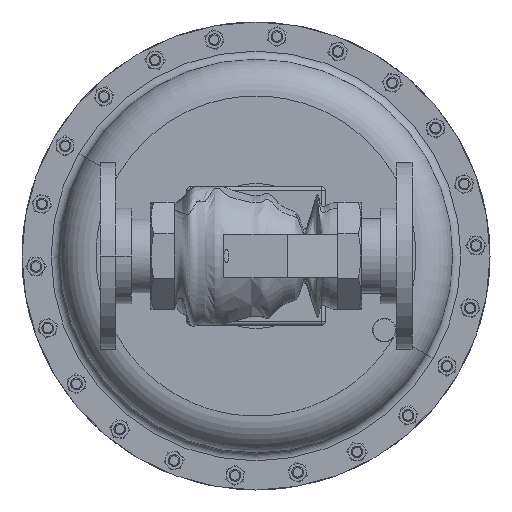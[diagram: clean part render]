
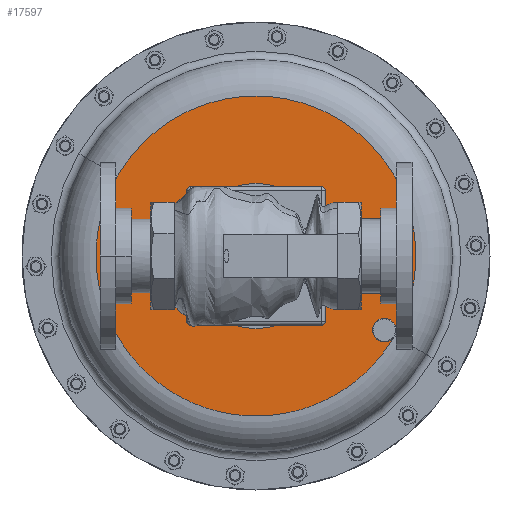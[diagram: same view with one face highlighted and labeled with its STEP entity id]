
A CAD part, front view. The second image highlights one B-rep face of the part: STEP entity #17597.
In plain terms, the highlighted planar face has unit normal (0, -1, 0).
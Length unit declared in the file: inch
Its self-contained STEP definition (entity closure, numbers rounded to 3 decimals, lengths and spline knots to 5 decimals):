
#911 = PLANE ( 'NONE',  #3595 ) ;
#1289 = CIRCLE ( 'NONE', #6983, 5.125 ) ;
#1346 = AXIS2_PLACEMENT_3D ( 'NONE', #11346, #41724, #15700 ) ;
#1848 = CARTESIAN_POINT ( 'NONE',  ( 0., 8.92, 0. ) ) ;
#1888 = EDGE_CURVE ( 'NONE', #1998, #49473, #34873, .T. ) ;
#1911 = EDGE_CURVE ( 'NONE', #1998, #30538, #13109, .T. ) ;
#1998 = VERTEX_POINT ( 'NONE', #7386 ) ;
#3595 = AXIS2_PLACEMENT_3D ( 'NONE', #22462, #5271, #35620 ) ;
#4466 = CIRCLE ( 'NONE', #11179, 2.325 ) ;
#5271 = DIRECTION ( 'NONE',  ( 0., -1., 0. ) ) ;
#6189 = DIRECTION ( 'NONE',  ( 0., 0., -1. ) ) ;
#6636 = CARTESIAN_POINT ( 'NONE',  ( 4.11362, 8.92, -2.375 ) ) ;
#6983 = AXIS2_PLACEMENT_3D ( 'NONE', #49500, #23467, #53899 ) ;
#7386 = CARTESIAN_POINT ( 'NONE',  ( 4.43838, 8.92, -2.5625 ) ) ;
#7518 = FACE_BOUND ( 'NONE', #37724, .T. ) ;
#8413 = CARTESIAN_POINT ( 'NONE',  ( 0., 8.92, 0. ) ) ;
#9488 = EDGE_LOOP ( 'NONE', ( #16963, #43379, #10614, #38639 ) ) ;
#10614 = ORIENTED_EDGE ( 'NONE', *, *, #48828, .T. ) ;
#10953 = DIRECTION ( 'NONE',  ( 0.866, 0., -0.5 ) ) ;
#11179 = AXIS2_PLACEMENT_3D ( 'NONE', #1848, #32161, #6189 ) ;
#11346 = CARTESIAN_POINT ( 'NONE',  ( 0., 8.92, 0. ) ) ;
#11394 = CARTESIAN_POINT ( 'NONE',  ( 0., 8.92, 2.325 ) ) ;
#11416 = DIRECTION ( 'NONE',  ( 0., 1., 0. ) ) ;
#12763 = DIRECTION ( 'NONE',  ( 0., 0., -1. ) ) ;
#13109 = CIRCLE ( 'NONE', #1346, 5.125 ) ;
#14614 = CIRCLE ( 'NONE', #23437, 0.375 ) ;
#15700 = DIRECTION ( 'NONE',  ( 0.866, 0., -0.5 ) ) ;
#16545 = CIRCLE ( 'NONE', #31704, 2.325 ) ;
#16774 = ORIENTED_EDGE ( 'NONE', *, *, #40749, .T. ) ;
#16963 = ORIENTED_EDGE ( 'NONE', *, *, #1911, .F. ) ;
#17597 = ADVANCED_FACE ( 'NONE', ( #7518, #29211 ), #911, .T. ) ;
#22462 = CARTESIAN_POINT ( 'NONE',  ( -2.5625, 8.92, -4.43838 ) ) ;
#23437 = AXIS2_PLACEMENT_3D ( 'NONE', #37445, #11416, #41802 ) ;
#23467 = DIRECTION ( 'NONE',  ( 0., 1., 0. ) ) ;
#29211 = FACE_OUTER_BOUND ( 'NONE', #9488, .T. ) ;
#29229 = CARTESIAN_POINT ( 'NONE',  ( 0., 8.92, -2.325 ) ) ;
#30538 = VERTEX_POINT ( 'NONE', #37182 ) ;
#31704 = AXIS2_PLACEMENT_3D ( 'NONE', #8413, #38797, #12763 ) ;
#32161 = DIRECTION ( 'NONE',  ( 0., 1., 0. ) ) ;
#34651 = VERTEX_POINT ( 'NONE', #29229 ) ;
#34873 = CIRCLE ( 'NONE', #51901, 0.375 ) ;
#35620 = DIRECTION ( 'NONE',  ( -0.866, 0., 0.5 ) ) ;
#36992 = DIRECTION ( 'NONE',  ( 0., 1., 0. ) ) ;
#37182 = CARTESIAN_POINT ( 'NONE',  ( -4.43838, 8.92, 2.5625 ) ) ;
#37403 = CARTESIAN_POINT ( 'NONE',  ( 3.78886, 8.92, -2.1875 ) ) ;
#37445 = CARTESIAN_POINT ( 'NONE',  ( 4.11362, 8.92, -2.375 ) ) ;
#37724 = EDGE_LOOP ( 'NONE', ( #16774, #38843 ) ) ;
#38639 = ORIENTED_EDGE ( 'NONE', *, *, #39161, .F. ) ;
#38797 = DIRECTION ( 'NONE',  ( 0., 1., 0. ) ) ;
#38843 = ORIENTED_EDGE ( 'NONE', *, *, #50918, .T. ) ;
#39161 = EDGE_CURVE ( 'NONE', #30538, #1998, #1289, .T. ) ;
#40749 = EDGE_CURVE ( 'NONE', #34651, #55814, #16545, .T. ) ;
#41724 = DIRECTION ( 'NONE',  ( 0., 1., 0. ) ) ;
#41802 = DIRECTION ( 'NONE',  ( 0.866, 0., -0.5 ) ) ;
#43379 = ORIENTED_EDGE ( 'NONE', *, *, #1888, .T. ) ;
#48828 = EDGE_CURVE ( 'NONE', #49473, #1998, #14614, .T. ) ;
#49473 = VERTEX_POINT ( 'NONE', #37403 ) ;
#49500 = CARTESIAN_POINT ( 'NONE',  ( 0., 8.92, 0. ) ) ;
#50918 = EDGE_CURVE ( 'NONE', #55814, #34651, #4466, .T. ) ;
#51901 = AXIS2_PLACEMENT_3D ( 'NONE', #6636, #36992, #10953 ) ;
#53899 = DIRECTION ( 'NONE',  ( 0.866, 0., -0.5 ) ) ;
#55814 = VERTEX_POINT ( 'NONE', #11394 ) ;
